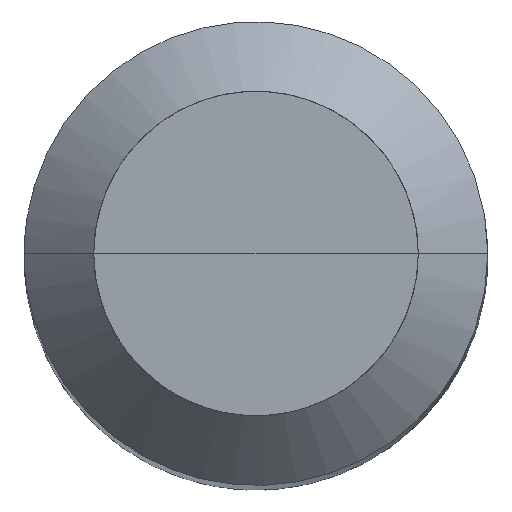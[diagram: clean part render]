
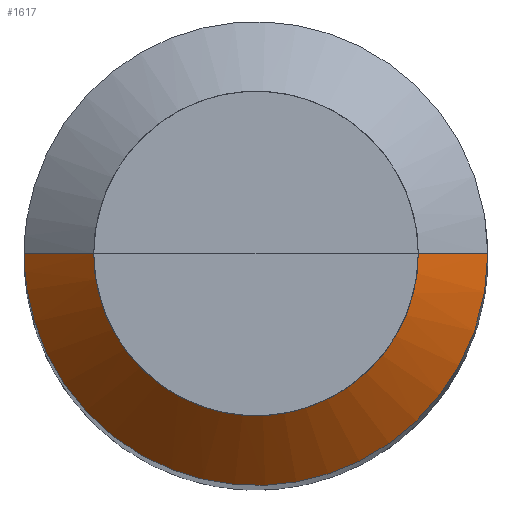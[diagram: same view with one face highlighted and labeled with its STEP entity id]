
A CAD part, top view. The second image highlights one B-rep face of the part: STEP entity #1617.
In plain terms, the highlighted free-form (B-spline) face has degree [1, 2] with [2, 5] control points.
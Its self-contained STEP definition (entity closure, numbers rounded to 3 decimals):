
#1271=CARTESIAN_POINT('',(3.0,0.0,35.1));
#1275=CARTESIAN_POINT('',(-3.0,0.0,35.1));
#1276=CARTESIAN_POINT('',(2.1,0.0,36.0));
#1280=CARTESIAN_POINT('',(-2.1,0.0,36.0));
#1291=CARTESIAN_POINT('',(-3.0,-3.0,35.1));
#1292=CARTESIAN_POINT('',(0.0,-3.0,35.1));
#1293=CARTESIAN_POINT('',(3.0,-3.0,35.1));
#1294=CARTESIAN_POINT('',(-2.1,-2.1,36.0));
#1295=CARTESIAN_POINT('',(0.0,-2.1,36.0));
#1296=CARTESIAN_POINT('',(2.1,-2.1,36.0));
#1598=(
BOUNDED_SURFACE()
B_SPLINE_SURFACE(1,2,(
(#1275,#1291,#1292,#1293,#1271),
(#1280,#1294,#1295,#1296,#1276)
), .UNSPECIFIED.,.F.,.F.,.F.)
B_SPLINE_SURFACE_WITH_KNOTS((2,2),(3,2,3),(
0.0,1.0),(
0.0,0.5,1.0), .UNSPECIFIED.)
GEOMETRIC_REPRESENTATION_ITEM()
RATIONAL_B_SPLINE_SURFACE(((1.0,0.707,1.0,0.707,1.0),
(1.0,0.707,1.0,0.707,1.0)
))
REPRESENTATION_ITEM('')
SURFACE()
);
#1599=(
BOUNDED_CURVE()
B_SPLINE_CURVE(2,(#1280,#1294,#1295,#1296,#1276),.UNSPECIFIED.,.F.,.F.)
B_SPLINE_CURVE_WITH_KNOTS((3,2,3),
(0.0,0.5,1.0),.UNSPECIFIED.)
CURVE()
GEOMETRIC_REPRESENTATION_ITEM()
RATIONAL_B_SPLINE_CURVE((1.0,0.707,1.0,0.707,1.0))
REPRESENTATION_ITEM('')
);
#1600=(
BOUNDED_CURVE()
B_SPLINE_CURVE(1,(#1276,#1271),.UNSPECIFIED.,.F.,.F.)
B_SPLINE_CURVE_WITH_KNOTS((2,2),
(0.0,1.0),.UNSPECIFIED.)
CURVE()
GEOMETRIC_REPRESENTATION_ITEM()
RATIONAL_B_SPLINE_CURVE((1.0,1.0))
REPRESENTATION_ITEM('')
);
#1601=(
BOUNDED_CURVE()
B_SPLINE_CURVE(2,(#1271,#1293,#1292,#1291,#1275),.UNSPECIFIED.,.F.,.F.)
B_SPLINE_CURVE_WITH_KNOTS((3,2,3),
(0.0,0.5,1.0),.UNSPECIFIED.)
CURVE()
GEOMETRIC_REPRESENTATION_ITEM()
RATIONAL_B_SPLINE_CURVE((1.0,0.707,1.0,0.707,1.0))
REPRESENTATION_ITEM('')
);
#1602=(
BOUNDED_CURVE()
B_SPLINE_CURVE(1,(#1275,#1280),.UNSPECIFIED.,.F.,.F.)
B_SPLINE_CURVE_WITH_KNOTS((2,2),
(0.0,1.0),.UNSPECIFIED.)
CURVE()
GEOMETRIC_REPRESENTATION_ITEM()
RATIONAL_B_SPLINE_CURVE((1.0,1.0))
REPRESENTATION_ITEM('')
);
#1603=VERTEX_POINT('',#1271);
#1604=VERTEX_POINT('',#1275);
#1605=VERTEX_POINT('',#1276);
#1606=VERTEX_POINT('',#1280);
#1607=EDGE_CURVE('',#1606,#1605,#1599,.T.);
#1608=EDGE_CURVE('',#1605,#1603,#1600,.T.);
#1609=EDGE_CURVE('',#1603,#1604,#1601,.T.);
#1610=EDGE_CURVE('',#1604,#1606,#1602,.T.);
#1611=ORIENTED_EDGE('',*,*,#1607,.T.);
#1612=ORIENTED_EDGE('',*,*,#1608,.T.);
#1613=ORIENTED_EDGE('',*,*,#1609,.T.);
#1614=ORIENTED_EDGE('',*,*,#1610,.T.);
#1615=EDGE_LOOP('',(#1611,#1612,#1613,#1614));
#1616=FACE_OUTER_BOUND('',#1615,.T.);
#1617=ADVANCED_FACE('',(#1616),#1598,.T.);
